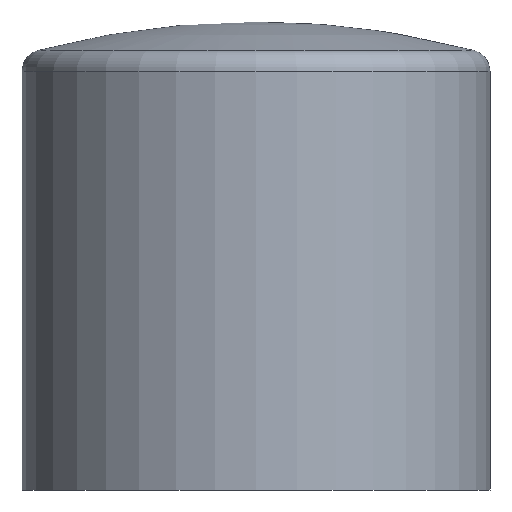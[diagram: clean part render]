
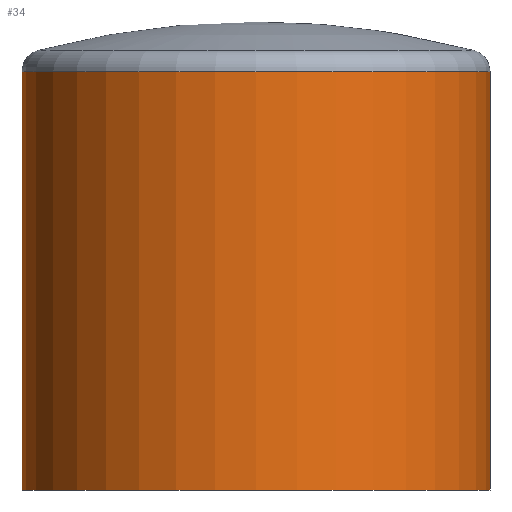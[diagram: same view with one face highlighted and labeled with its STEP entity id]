
A CAD part, front view. The second image highlights one B-rep face of the part: STEP entity #34.
In plain terms, the highlighted cylindrical face has radius 16 mm (diameter 32 mm), a full revolution.
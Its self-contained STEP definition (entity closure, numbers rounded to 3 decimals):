
#34 = ADVANCED_FACE( '', ( #67, #68 ), #69, .T. );
#67 = FACE_OUTER_BOUND( '', #96, .T. );
#68 = FACE_OUTER_BOUND( '', #97, .T. );
#69 = CYLINDRICAL_SURFACE( '', #98, 16. );
#96 = EDGE_LOOP( '', ( #123 ) );
#97 = EDGE_LOOP( '', ( #124 ) );
#98 = AXIS2_PLACEMENT_3D( '', #125, #126, #127 );
#123 = ORIENTED_EDGE( '', *, *, #148, .T. );
#124 = ORIENTED_EDGE( '', *, *, #151, .T. );
#125 = CARTESIAN_POINT( '', ( 0., 0., 57.15 ) );
#126 = DIRECTION( '', ( 0., 0., -1. ) );
#127 = DIRECTION( '', ( 1., 0., 0. ) );
#148 = EDGE_CURVE( '', #161, #161, #162, .T. );
#151 = EDGE_CURVE( '', #166, #166, #167, .T. );
#161 = VERTEX_POINT( '', #177 );
#162 = CIRCLE( '', #178, 16. );
#166 = VERTEX_POINT( '', #182 );
#167 = CIRCLE( '', #183, 16. );
#177 = CARTESIAN_POINT( '', ( -16., 0., 28.608 ) );
#178 = AXIS2_PLACEMENT_3D( '', #193, #194, #195 );
#182 = CARTESIAN_POINT( '', ( 16., 0., 0. ) );
#183 = AXIS2_PLACEMENT_3D( '', #199, #200, #201 );
#193 = CARTESIAN_POINT( '', ( 0., 0., 28.608 ) );
#194 = DIRECTION( '', ( 0., 0., -1. ) );
#195 = DIRECTION( '', ( -1., 0., 0. ) );
#199 = CARTESIAN_POINT( '', ( 0., 0., 0. ) );
#200 = DIRECTION( '', ( 0., 0., 1. ) );
#201 = DIRECTION( '', ( 1., 0., 0. ) );
